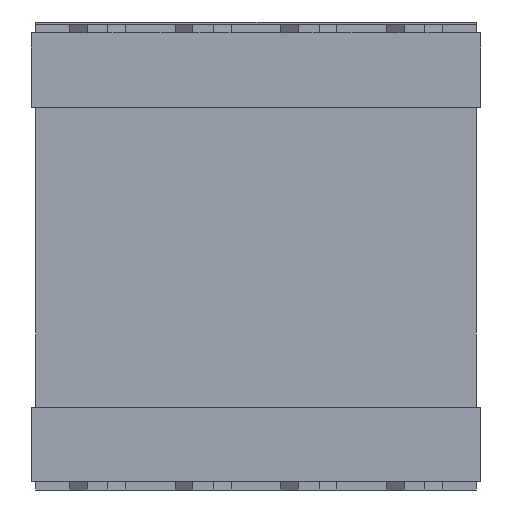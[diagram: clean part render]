
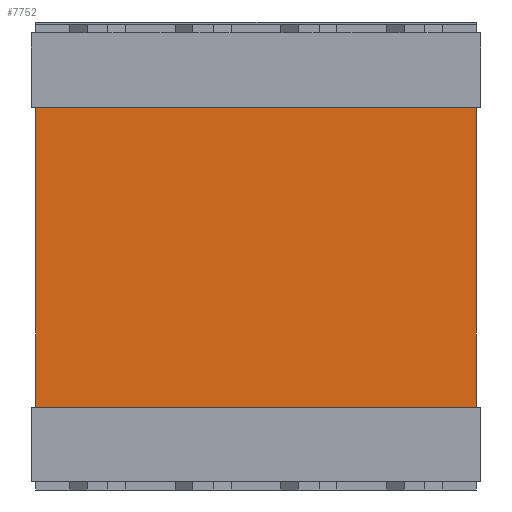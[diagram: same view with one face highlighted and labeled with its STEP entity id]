
A CAD part, front view. The second image highlights one B-rep face of the part: STEP entity #7752.
In plain terms, the highlighted planar face has unit normal (0, -1, 0).
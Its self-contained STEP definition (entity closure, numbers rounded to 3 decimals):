
#302 = DIRECTION ( 'NONE',  ( 0., -1., 0. ) ) ;
#395 = CARTESIAN_POINT ( 'NONE',  ( 0.1, 0.1, -1.8 ) ) ;
#408 = LINE ( 'NONE', #7486, #3911 ) ;
#609 = DIRECTION ( 'NONE',  ( 1., 0., 0. ) ) ;
#869 = ORIENTED_EDGE ( 'NONE', *, *, #6413, .F. ) ;
#1011 = EDGE_CURVE ( 'NONE', #3721, #9006, #408, .T. ) ;
#1321 = VECTOR ( 'NONE', #609, 1000. ) ;
#1669 = CARTESIAN_POINT ( 'NONE',  ( 10.695, 0.1, -8.995 ) ) ;
#1836 = EDGE_CURVE ( 'NONE', #7342, #8213, #5804, .T. ) ;
#2424 = CARTESIAN_POINT ( 'NONE',  ( 0., 0.1, -8.995 ) ) ;
#2531 = VECTOR ( 'NONE', #8007, 1000. ) ;
#3721 = VERTEX_POINT ( 'NONE', #7563 ) ;
#3837 = LINE ( 'NONE', #2424, #7407 ) ;
#3911 = VECTOR ( 'NONE', #4746, 1000. ) ;
#4151 = ORIENTED_EDGE ( 'NONE', *, *, #1011, .F. ) ;
#4268 = LINE ( 'NONE', #6196, #1321 ) ;
#4530 = CARTESIAN_POINT ( 'NONE',  ( 0.1, 0.1, -1.8 ) ) ;
#4746 = DIRECTION ( 'NONE',  ( 0., 0., -1. ) ) ;
#5177 = DIRECTION ( 'NONE',  ( 0., 0., -1. ) ) ;
#5376 = CARTESIAN_POINT ( 'NONE',  ( 0.1, 0.1, -8.995 ) ) ;
#5398 = EDGE_LOOP ( 'NONE', ( #869, #7384, #6145, #4151 ) ) ;
#5804 = LINE ( 'NONE', #4530, #2531 ) ;
#5936 = CARTESIAN_POINT ( 'NONE',  ( 0., 0.1, 0. ) ) ;
#6145 = ORIENTED_EDGE ( 'NONE', *, *, #6200, .T. ) ;
#6196 = CARTESIAN_POINT ( 'NONE',  ( 0., 0.1, -1.8 ) ) ;
#6200 = EDGE_CURVE ( 'NONE', #8213, #9006, #3837, .T. ) ;
#6413 = EDGE_CURVE ( 'NONE', #7342, #3721, #4268, .T. ) ;
#6874 = FACE_OUTER_BOUND ( 'NONE', #5398, .T. ) ;
#7196 = DIRECTION ( 'NONE',  ( 1., 0., 0. ) ) ;
#7201 = PLANE ( 'NONE',  #9001 ) ;
#7342 = VERTEX_POINT ( 'NONE', #395 ) ;
#7384 = ORIENTED_EDGE ( 'NONE', *, *, #1836, .T. ) ;
#7407 = VECTOR ( 'NONE', #7196, 1000. ) ;
#7486 = CARTESIAN_POINT ( 'NONE',  ( 10.695, 0.1, -1.8 ) ) ;
#7563 = CARTESIAN_POINT ( 'NONE',  ( 10.695, 0.1, -1.8 ) ) ;
#7752 = ADVANCED_FACE ( 'NONE', ( #6874 ), #7201, .T. ) ;
#8007 = DIRECTION ( 'NONE',  ( 0., 0., -1. ) ) ;
#8213 = VERTEX_POINT ( 'NONE', #5376 ) ;
#9001 = AXIS2_PLACEMENT_3D ( 'NONE', #5936, #302, #5177 ) ;
#9006 = VERTEX_POINT ( 'NONE', #1669 ) ;
